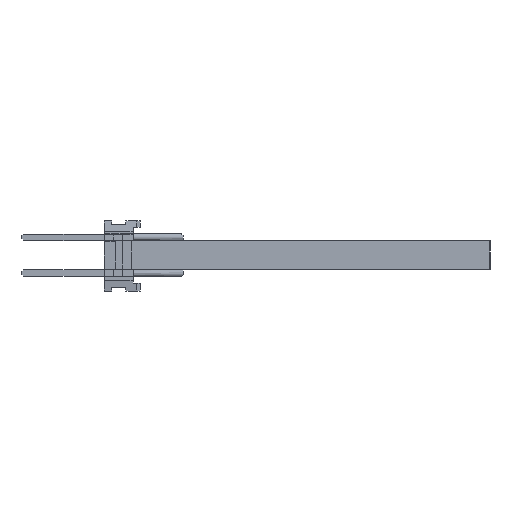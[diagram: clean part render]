
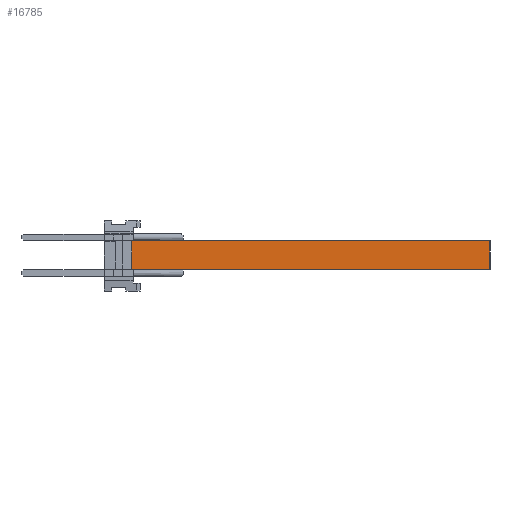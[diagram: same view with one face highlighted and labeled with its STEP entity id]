
A CAD part, left-side view. The second image highlights one B-rep face of the part: STEP entity #16785.
In plain terms, the highlighted planar face has unit normal (-1, 0, 0).
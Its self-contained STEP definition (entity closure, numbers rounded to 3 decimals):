
#16604 = PLANE('',#16605);
#16605 = AXIS2_PLACEMENT_3D('',#16606,#16607,#16608);
#16606 = CARTESIAN_POINT('',(419.1,0.,0.));
#16607 = DIRECTION('',(0.,-1.,0.));
#16608 = DIRECTION('',(-1.,0.,0.));
#16629 = VERTEX_POINT('',#16630);
#16630 = CARTESIAN_POINT('',(-12.7,0.,2.));
#16644 = PLANE('',#16645);
#16645 = AXIS2_PLACEMENT_3D('',#16646,#16647,#16648);
#16646 = CARTESIAN_POINT('',(203.2,-12.7,2.));
#16647 = DIRECTION('',(0.,0.,1.));
#16648 = DIRECTION('',(1.,0.,-0.));
#16656 = EDGE_CURVE('',#16657,#16629,#16659,.T.);
#16657 = VERTEX_POINT('',#16658);
#16658 = CARTESIAN_POINT('',(-12.7,-0.,0.));
#16659 = SURFACE_CURVE('',#16660,(#16664,#16671),.PCURVE_S1.);
#16660 = LINE('',#16661,#16662);
#16661 = CARTESIAN_POINT('',(-12.7,-0.,0.));
#16662 = VECTOR('',#16663,1.);
#16663 = DIRECTION('',(0.,0.,1.));
#16664 = PCURVE('',#16604,#16665);
#16665 = DEFINITIONAL_REPRESENTATION('',(#16666),#16670);
#16666 = LINE('',#16667,#16668);
#16667 = CARTESIAN_POINT('',(431.8,0.));
#16668 = VECTOR('',#16669,1.);
#16669 = DIRECTION('',(0.,-1.));
#16670 = ( GEOMETRIC_REPRESENTATION_CONTEXT(2) 
PARAMETRIC_REPRESENTATION_CONTEXT() REPRESENTATION_CONTEXT('2D SPACE',''
  ) );
#16671 = PCURVE('',#16672,#16677);
#16672 = PLANE('',#16673);
#16673 = AXIS2_PLACEMENT_3D('',#16674,#16675,#16676);
#16674 = CARTESIAN_POINT('',(-12.7,-0.,0.));
#16675 = DIRECTION('',(1.,0.,-0.));
#16676 = DIRECTION('',(0.,-1.,0.));
#16677 = DEFINITIONAL_REPRESENTATION('',(#16678),#16682);
#16678 = LINE('',#16679,#16680);
#16679 = CARTESIAN_POINT('',(0.,0.));
#16680 = VECTOR('',#16681,1.);
#16681 = DIRECTION('',(0.,-1.));
#16682 = ( GEOMETRIC_REPRESENTATION_CONTEXT(2) 
PARAMETRIC_REPRESENTATION_CONTEXT() REPRESENTATION_CONTEXT('2D SPACE',''
  ) );
#16698 = PLANE('',#16699);
#16699 = AXIS2_PLACEMENT_3D('',#16700,#16701,#16702);
#16700 = CARTESIAN_POINT('',(203.2,-12.7,0.));
#16701 = DIRECTION('',(0.,0.,1.));
#16702 = DIRECTION('',(1.,0.,-0.));
#16731 = PLANE('',#16732);
#16732 = AXIS2_PLACEMENT_3D('',#16733,#16734,#16735);
#16733 = CARTESIAN_POINT('',(-12.7,-25.4,0.));
#16734 = DIRECTION('',(0.,1.,0.));
#16735 = DIRECTION('',(1.,0.,0.));
#16785 = ADVANCED_FACE('',(#16786),#16672,.F.);
#16786 = FACE_BOUND('',#16787,.F.);
#16787 = EDGE_LOOP('',(#16788,#16789,#16812,#16835));
#16788 = ORIENTED_EDGE('',*,*,#16656,.T.);
#16789 = ORIENTED_EDGE('',*,*,#16790,.T.);
#16790 = EDGE_CURVE('',#16629,#16791,#16793,.T.);
#16791 = VERTEX_POINT('',#16792);
#16792 = CARTESIAN_POINT('',(-12.7,-25.4,2.));
#16793 = SURFACE_CURVE('',#16794,(#16798,#16805),.PCURVE_S1.);
#16794 = LINE('',#16795,#16796);
#16795 = CARTESIAN_POINT('',(-12.7,0.,2.));
#16796 = VECTOR('',#16797,1.);
#16797 = DIRECTION('',(0.,-1.,0.));
#16798 = PCURVE('',#16672,#16799);
#16799 = DEFINITIONAL_REPRESENTATION('',(#16800),#16804);
#16800 = LINE('',#16801,#16802);
#16801 = CARTESIAN_POINT('',(0.,-2.));
#16802 = VECTOR('',#16803,1.);
#16803 = DIRECTION('',(1.,0.));
#16804 = ( GEOMETRIC_REPRESENTATION_CONTEXT(2) 
PARAMETRIC_REPRESENTATION_CONTEXT() REPRESENTATION_CONTEXT('2D SPACE',''
  ) );
#16805 = PCURVE('',#16644,#16806);
#16806 = DEFINITIONAL_REPRESENTATION('',(#16807),#16811);
#16807 = LINE('',#16808,#16809);
#16808 = CARTESIAN_POINT('',(-215.9,12.7));
#16809 = VECTOR('',#16810,1.);
#16810 = DIRECTION('',(0.,-1.));
#16811 = ( GEOMETRIC_REPRESENTATION_CONTEXT(2) 
PARAMETRIC_REPRESENTATION_CONTEXT() REPRESENTATION_CONTEXT('2D SPACE',''
  ) );
#16812 = ORIENTED_EDGE('',*,*,#16813,.F.);
#16813 = EDGE_CURVE('',#16814,#16791,#16816,.T.);
#16814 = VERTEX_POINT('',#16815);
#16815 = CARTESIAN_POINT('',(-12.7,-25.4,0.));
#16816 = SURFACE_CURVE('',#16817,(#16821,#16828),.PCURVE_S1.);
#16817 = LINE('',#16818,#16819);
#16818 = CARTESIAN_POINT('',(-12.7,-25.4,0.));
#16819 = VECTOR('',#16820,1.);
#16820 = DIRECTION('',(0.,0.,1.));
#16821 = PCURVE('',#16672,#16822);
#16822 = DEFINITIONAL_REPRESENTATION('',(#16823),#16827);
#16823 = LINE('',#16824,#16825);
#16824 = CARTESIAN_POINT('',(25.4,0.));
#16825 = VECTOR('',#16826,1.);
#16826 = DIRECTION('',(0.,-1.));
#16827 = ( GEOMETRIC_REPRESENTATION_CONTEXT(2) 
PARAMETRIC_REPRESENTATION_CONTEXT() REPRESENTATION_CONTEXT('2D SPACE',''
  ) );
#16828 = PCURVE('',#16731,#16829);
#16829 = DEFINITIONAL_REPRESENTATION('',(#16830),#16834);
#16830 = LINE('',#16831,#16832);
#16831 = CARTESIAN_POINT('',(0.,0.));
#16832 = VECTOR('',#16833,1.);
#16833 = DIRECTION('',(0.,-1.));
#16834 = ( GEOMETRIC_REPRESENTATION_CONTEXT(2) 
PARAMETRIC_REPRESENTATION_CONTEXT() REPRESENTATION_CONTEXT('2D SPACE',''
  ) );
#16835 = ORIENTED_EDGE('',*,*,#16836,.F.);
#16836 = EDGE_CURVE('',#16657,#16814,#16837,.T.);
#16837 = SURFACE_CURVE('',#16838,(#16842,#16849),.PCURVE_S1.);
#16838 = LINE('',#16839,#16840);
#16839 = CARTESIAN_POINT('',(-12.7,-0.,0.));
#16840 = VECTOR('',#16841,1.);
#16841 = DIRECTION('',(0.,-1.,0.));
#16842 = PCURVE('',#16672,#16843);
#16843 = DEFINITIONAL_REPRESENTATION('',(#16844),#16848);
#16844 = LINE('',#16845,#16846);
#16845 = CARTESIAN_POINT('',(0.,0.));
#16846 = VECTOR('',#16847,1.);
#16847 = DIRECTION('',(1.,0.));
#16848 = ( GEOMETRIC_REPRESENTATION_CONTEXT(2) 
PARAMETRIC_REPRESENTATION_CONTEXT() REPRESENTATION_CONTEXT('2D SPACE',''
  ) );
#16849 = PCURVE('',#16698,#16850);
#16850 = DEFINITIONAL_REPRESENTATION('',(#16851),#16855);
#16851 = LINE('',#16852,#16853);
#16852 = CARTESIAN_POINT('',(-215.9,12.7));
#16853 = VECTOR('',#16854,1.);
#16854 = DIRECTION('',(0.,-1.));
#16855 = ( GEOMETRIC_REPRESENTATION_CONTEXT(2) 
PARAMETRIC_REPRESENTATION_CONTEXT() REPRESENTATION_CONTEXT('2D SPACE',''
  ) );
